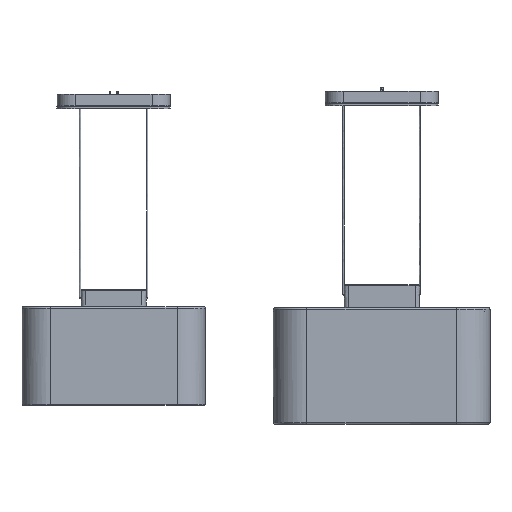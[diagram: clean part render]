
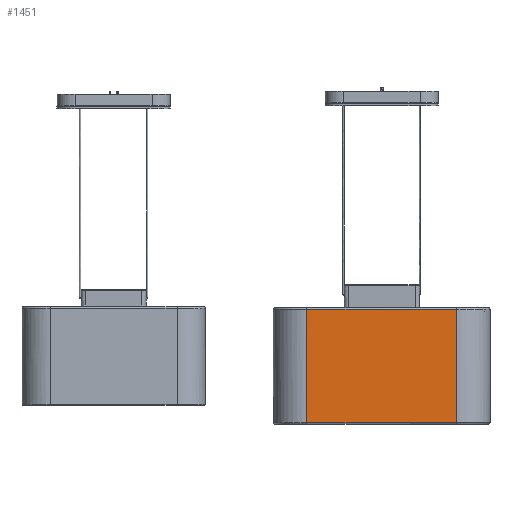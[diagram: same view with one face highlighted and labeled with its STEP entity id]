
A CAD part, front view. The second image highlights one B-rep face of the part: STEP entity #1451.
In plain terms, the highlighted face is planar.
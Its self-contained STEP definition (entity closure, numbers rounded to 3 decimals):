
#1451=ADVANCED_FACE('',(#2576),#16987,.T.);
#2576=FACE_OUTER_BOUND('',#3776,.T.);
#3776=EDGE_LOOP('',(#8739,#8740,#8741,#8742));
#8739=ORIENTED_EDGE('',*,*,#11877,.F.);
#8740=ORIENTED_EDGE('',*,*,#11812,.F.);
#8741=ORIENTED_EDGE('',*,*,#11878,.F.);
#8742=ORIENTED_EDGE('',*,*,#11856,.F.);
#11812=EDGE_CURVE('',#16466,#16484,#14776,.T.);
#11856=EDGE_CURVE('',#16476,#16500,#14802,.T.);
#11877=EDGE_CURVE('',#16484,#16476,#14807,.T.);
#11878=EDGE_CURVE('',#16500,#16466,#14808,.T.);
#14776=B_SPLINE_CURVE_WITH_KNOTS('',1,(#59003,#59004),.UNSPECIFIED.,.F.,
 .F.,(2,2),(0.,457.2),.UNSPECIFIED.);
#14802=B_SPLINE_CURVE_WITH_KNOTS('',1,(#59133,#59134),.UNSPECIFIED.,.F.,
 .F.,(2,2),(0.,457.2),.UNSPECIFIED.);
#14807=B_SPLINE_CURVE_WITH_KNOTS('',1,(#59207,#59208),.UNSPECIFIED.,.F.,
 .F.,(2,2),(0.,346.568),.UNSPECIFIED.);
#14808=B_SPLINE_CURVE_WITH_KNOTS('',1,(#59209,#59210),.UNSPECIFIED.,.F.,
 .F.,(2,2),(0.,346.568),.UNSPECIFIED.);
#16466=VERTEX_POINT('',#58763);
#16476=VERTEX_POINT('',#58773);
#16484=VERTEX_POINT('',#58781);
#16500=VERTEX_POINT('',#58797);
#16987=PLANE('',#20206);
#20206=AXIS2_PLACEMENT_3D('',#58647,#20648,$);
#20648=DIRECTION('',(0.,0.,1.));
#58647=CARTESIAN_POINT('',(274.321,-207.942,101.6));
#58763=CARTESIAN_POINT('',(228.6,-173.284,101.6));
#58773=CARTESIAN_POINT('',(-228.6,173.284,101.6));
#58781=CARTESIAN_POINT('',(-228.6,-173.284,101.6));
#58797=CARTESIAN_POINT('',(228.6,173.284,101.6));
#59003=CARTESIAN_POINT('',(228.6,-173.284,101.6));
#59004=CARTESIAN_POINT('',(-228.6,-173.284,101.6));
#59133=CARTESIAN_POINT('',(-228.6,173.284,101.6));
#59134=CARTESIAN_POINT('',(228.6,173.284,101.6));
#59207=CARTESIAN_POINT('',(-228.6,-173.284,101.6));
#59208=CARTESIAN_POINT('',(-228.6,173.284,101.6));
#59209=CARTESIAN_POINT('',(228.6,173.284,101.6));
#59210=CARTESIAN_POINT('',(228.6,-173.284,101.6));
